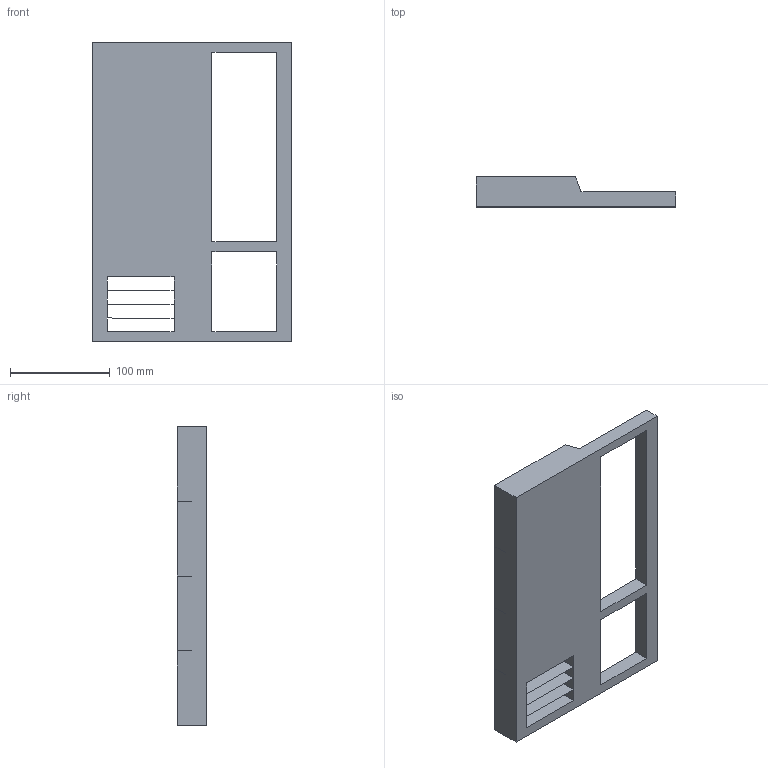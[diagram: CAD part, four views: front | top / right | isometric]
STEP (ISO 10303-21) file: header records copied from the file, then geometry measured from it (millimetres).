
FILE_DESCRIPTION((''),'2;1');
FILE_NAME( 'plastic_cs.stp', '2000-08-23T13:12:08',('User'),('SDRC'),'I-DEAS Master Series 8','UNIX', 'Yes');
FILE_SCHEMA(('CONFIG_CONTROL_DESIGN'));
Length unit declared in the file: millimetre
Bounding box: 200 x 30 x 300 mm (x, y, z)
Surface area: 133201.2 mm2 (no closed solid volume)
Topology: 0 solids, 7 shells, 38 faces, 105 edges, 72 vertices
Faces by surface type: bspline 38
Entity records: 1191 total; most frequent: CARTESIAN_POINT 434, ORIENTED_EDGE 204, EDGE_CURVE 105, VERTEX_POINT 72, QUASI_UNIFORM_CURVE 59, EDGE_LOOP 47, B_SPLINE_CURVE_WITH_KNOTS 46, FACE_OUTER_BOUND 38
